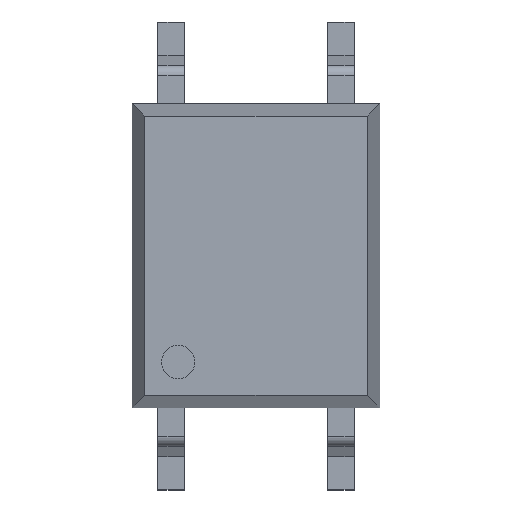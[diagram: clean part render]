
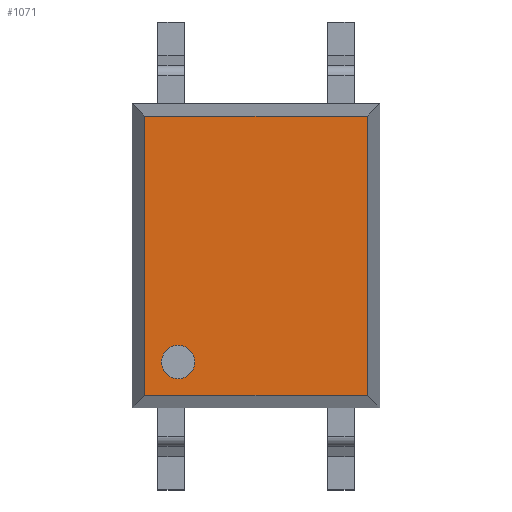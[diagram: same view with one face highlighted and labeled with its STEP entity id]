
A CAD part, top view. The second image highlights one B-rep face of the part: STEP entity #1071.
In plain terms, the highlighted planar face has unit normal (0, 0, 1).
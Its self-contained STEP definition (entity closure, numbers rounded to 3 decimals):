
#13=FACE_BOUND('',#158,.T.);
#37=CIRCLE('',#1173,0.25);
#38=CIRCLE('',#1174,0.25);
#97=FACE_OUTER_BOUND('',#157,.T.);
#157=EDGE_LOOP('',(#906,#907,#908,#909));
#158=EDGE_LOOP('',(#910,#911));
#274=LINE('',#1735,#399);
#275=LINE('',#1737,#400);
#276=LINE('',#1739,#401);
#277=LINE('',#1740,#402);
#399=VECTOR('',#1433,1000.);
#400=VECTOR('',#1434,1000.);
#401=VECTOR('',#1435,1000.);
#402=VECTOR('',#1436,1000.);
#501=VERTEX_POINT('',#1727);
#502=VERTEX_POINT('',#1729);
#503=VERTEX_POINT('',#1733);
#504=VERTEX_POINT('',#1734);
#505=VERTEX_POINT('',#1736);
#506=VERTEX_POINT('',#1738);
#638=EDGE_CURVE('',#501,#502,#37,.T.);
#639=EDGE_CURVE('',#502,#501,#38,.T.);
#640=EDGE_CURVE('',#503,#504,#274,.T.);
#641=EDGE_CURVE('',#504,#505,#275,.T.);
#642=EDGE_CURVE('',#505,#506,#276,.T.);
#643=EDGE_CURVE('',#506,#503,#277,.T.);
#906=ORIENTED_EDGE('',*,*,#640,.T.);
#907=ORIENTED_EDGE('',*,*,#641,.T.);
#908=ORIENTED_EDGE('',*,*,#642,.T.);
#909=ORIENTED_EDGE('',*,*,#643,.T.);
#910=ORIENTED_EDGE('',*,*,#639,.F.);
#911=ORIENTED_EDGE('',*,*,#638,.F.);
#990=PLANE('',#1175);
#1071=ADVANCED_FACE('',(#97,#13),#990,.T.);
#1173=AXIS2_PLACEMENT_3D('',#1730,#1427,#1428);
#1174=AXIS2_PLACEMENT_3D('',#1731,#1429,#1430);
#1175=AXIS2_PLACEMENT_3D('',#1732,#1431,#1432);
#1427=DIRECTION('center_axis',(0.,0.,1.));
#1428=DIRECTION('ref_axis',(1.,0.,0.));
#1429=DIRECTION('center_axis',(0.,0.,1.));
#1430=DIRECTION('ref_axis',(1.,0.,0.));
#1431=DIRECTION('center_axis',(0.,0.,1.));
#1432=DIRECTION('ref_axis',(0.,-1.,0.));
#1433=DIRECTION('',(0.,1.,0.));
#1434=DIRECTION('',(-1.,0.,0.));
#1435=DIRECTION('',(0.,-1.,0.));
#1436=DIRECTION('',(1.,0.,0.));
#1727=CARTESIAN_POINT('',(-1.415,-1.59,2.2));
#1729=CARTESIAN_POINT('',(-0.915,-1.59,2.2));
#1730=CARTESIAN_POINT('Origin',(-1.165,-1.59,2.2));
#1731=CARTESIAN_POINT('Origin',(-1.165,-1.59,2.2));
#1732=CARTESIAN_POINT('Origin',(-1.85,2.275,2.2));
#1733=CARTESIAN_POINT('',(1.665,-2.09,2.2));
#1734=CARTESIAN_POINT('',(1.665,2.09,2.2));
#1735=CARTESIAN_POINT('',(1.665,2.275,2.2));
#1736=CARTESIAN_POINT('',(-1.665,2.09,2.2));
#1737=CARTESIAN_POINT('',(-1.85,2.09,2.2));
#1738=CARTESIAN_POINT('',(-1.665,-2.09,2.2));
#1739=CARTESIAN_POINT('',(-1.665,-2.275,2.2));
#1740=CARTESIAN_POINT('',(-1.85,-2.09,2.2));
